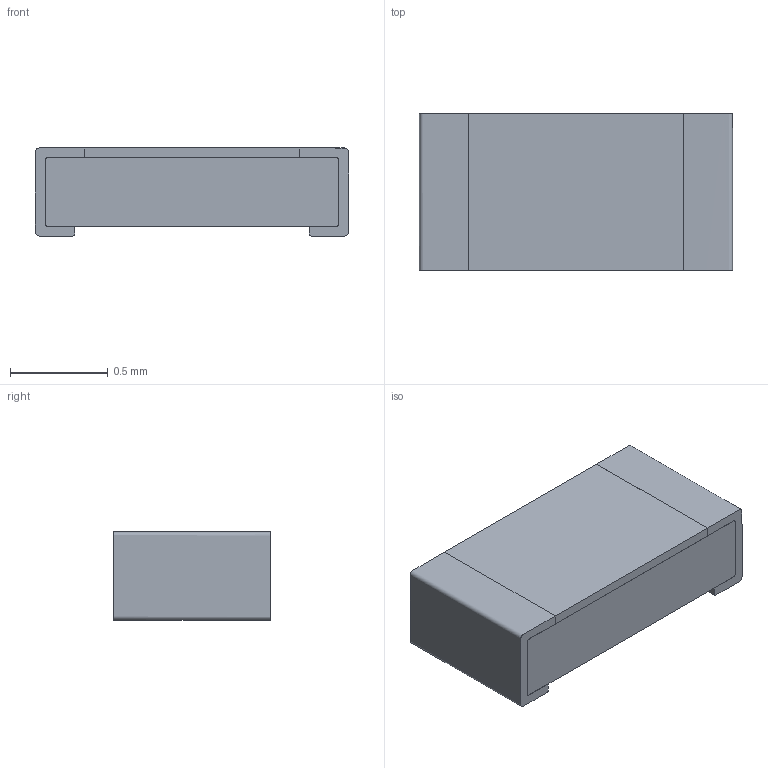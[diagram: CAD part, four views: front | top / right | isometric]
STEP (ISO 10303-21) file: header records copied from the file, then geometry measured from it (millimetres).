
FILE_DESCRIPTION( ( '' ), ' ' );
FILE_NAME( '58af457676f90f0f80485b53.step', '2017-02-23T20:26:30', ( '' ), ( '' ), ' ', ' ', ' ' );
FILE_SCHEMA( ( 'AUTOMOTIVE_DESIGN { 1 0 10303 214 1 1 1 1 }' ) );
Length unit declared in the file: metre
Products named in the file (4): Open CASCADE STEP translator 6.8 1
Bounding box: 1.6 x 0.8 x 0.45 mm (x, y, z)
Volume: 0.6 mm3; surface area: 8.8 mm2
Topology: 4 solids, 4 shells, 21 faces, 41 edges, 28 vertices
Faces by surface type: plane 14, bspline 7
Entity records: 1127 total; most frequent: CARTESIAN_POINT 356, ORIENTED_EDGE 80, STYLED_ITEM 61, PRESENTATION_STYLE_ASSIGNMENT 61, COLOUR_RGB 61, DIRECTION 60, EDGE_CURVE 40, CURVE_STYLE 40
